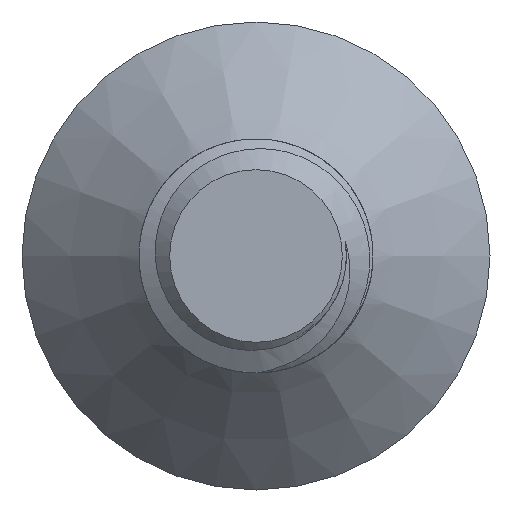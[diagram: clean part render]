
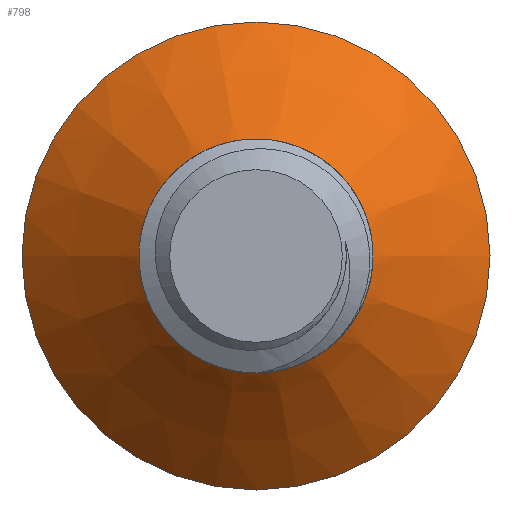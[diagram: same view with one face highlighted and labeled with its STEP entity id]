
A CAD part, left-side view. The second image highlights one B-rep face of the part: STEP entity #798.
In plain terms, the highlighted conical face has half-angle 45 degrees and reference radius 2 mm.
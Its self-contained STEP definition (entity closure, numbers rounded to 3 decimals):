
#38=CONICAL_SURFACE('',#864,2.,0.785);
#72=FACE_OUTER_BOUND('',#120,.T.);
#120=EDGE_LOOP('',(#604,#605,#606,#607,#608,#609,#610,#611));
#142=CIRCLE('',#835,2.);
#145=CIRCLE('',#865,4.);
#146=CIRCLE('',#866,1.545);
#207=B_SPLINE_CURVE_WITH_KNOTS('',3,(#2991,#2992,#2993,#2994,#2995,#2996,
#2997,#2998,#2999,#3000,#3001,#3002,#3003,#3004,#3005,#3006,#3007,#3008,
#3009,#3010,#3011,#3012,#3013,#3014,#3015,#3016,#3017,#3018,#3019,#3020),
 .UNSPECIFIED.,.F.,.F.,(4,2,2,2,2,2,2,2,2,2,2,2,2,2,4),(0.268,
0.285,0.348,0.408,0.485,
0.579,0.677,0.725,0.822,
0.924,1.039,1.167,1.299,1.377,
1.45),.UNSPECIFIED.);
#208=B_SPLINE_CURVE_WITH_KNOTS('',3,(#3022,#3023,#3024,#3025,#3026,#3027,
#3028,#3029,#3030,#3031,#3032,#3033,#3034,#3035),.UNSPECIFIED.,.F.,.F.,
(4,2,2,2,2,2,4),(0.,0.035,0.064,0.116,
0.19,0.294,0.388),.UNSPECIFIED.);
#209=B_SPLINE_CURVE_WITH_KNOTS('',3,(#3038,#3039,#3040,#3041,#3042,#3043,
#3044,#3045,#3046,#3047,#3048,#3049,#3050,#3051),.UNSPECIFIED.,.F.,.F.,
(4,2,2,2,2,2,4),(0.,0.032,0.064,
0.12,0.178,0.228,0.268),
 .UNSPECIFIED.);
#243=LINE('',#2990,#284);
#284=VECTOR('',#988,2.);
#301=VERTEX_POINT('',#1065);
#302=VERTEX_POINT('',#1080);
#357=VERTEX_POINT('',#2987);
#358=VERTEX_POINT('',#2989);
#359=VERTEX_POINT('',#3021);
#360=VERTEX_POINT('',#3036);
#378=EDGE_CURVE('',#302,#301,#142,.T.);
#458=EDGE_CURVE('',#357,#357,#145,.T.);
#459=EDGE_CURVE('',#357,#358,#243,.T.);
#460=EDGE_CURVE('',#358,#302,#207,.T.);
#461=EDGE_CURVE('',#301,#359,#208,.T.);
#462=EDGE_CURVE('',#359,#360,#146,.T.);
#463=EDGE_CURVE('',#360,#358,#209,.T.);
#604=ORIENTED_EDGE('',*,*,#458,.F.);
#605=ORIENTED_EDGE('',*,*,#459,.T.);
#606=ORIENTED_EDGE('',*,*,#460,.T.);
#607=ORIENTED_EDGE('',*,*,#378,.T.);
#608=ORIENTED_EDGE('',*,*,#461,.T.);
#609=ORIENTED_EDGE('',*,*,#462,.T.);
#610=ORIENTED_EDGE('',*,*,#463,.T.);
#611=ORIENTED_EDGE('',*,*,#459,.F.);
#798=ADVANCED_FACE('',(#72),#38,.T.);
#835=AXIS2_PLACEMENT_3D('',#1081,#901,#902);
#864=AXIS2_PLACEMENT_3D('',#2986,#984,#985);
#865=AXIS2_PLACEMENT_3D('',#2988,#986,#987);
#866=AXIS2_PLACEMENT_3D('',#3037,#989,#990);
#901=DIRECTION('center_axis',(0.,0.,1.));
#902=DIRECTION('ref_axis',(0.,-1.,0.));
#984=DIRECTION('center_axis',(0.,0.,1.));
#985=DIRECTION('ref_axis',(0.,-1.,0.));
#986=DIRECTION('center_axis',(0.,0.,1.));
#987=DIRECTION('ref_axis',(0.,-1.,0.));
#988=DIRECTION('',(0.,-0.707,-0.707));
#989=DIRECTION('center_axis',(0.,0.,1.));
#990=DIRECTION('ref_axis',(1.,0.,0.));
#1065=CARTESIAN_POINT('',(1.553,1.261,-2.3));
#1080=CARTESIAN_POINT('',(1.988,-0.214,-2.3));
#1081=CARTESIAN_POINT('Origin',(0.,0.,-2.3));
#2986=CARTESIAN_POINT('Origin',(0.,0.,-2.3));
#2987=CARTESIAN_POINT('',(0.,4.,-0.3));
#2988=CARTESIAN_POINT('Origin',(0.,0.,-0.3));
#2989=CARTESIAN_POINT('',(0.,1.675,-2.625));
#2990=CARTESIAN_POINT('',(0.,2.,-2.3));
#2991=CARTESIAN_POINT('Ctrl Pts',(0.,1.675,
-2.625));
#2992=CARTESIAN_POINT('Ctrl Pts',(-0.06,1.677,
-2.623));
#2993=CARTESIAN_POINT('Ctrl Pts',(-0.12,1.676,-2.62));
#2994=CARTESIAN_POINT('Ctrl Pts',(-0.405,1.658,-2.609));
#2995=CARTESIAN_POINT('Ctrl Pts',(-0.627,1.598,-2.599));
#2996=CARTESIAN_POINT('Ctrl Pts',(-1.02,1.401,-2.58));
#2997=CARTESIAN_POINT('Ctrl Pts',(-1.191,1.272,-2.571));
#2998=CARTESIAN_POINT('Ctrl Pts',(-1.517,0.911,-2.552));
#2999=CARTESIAN_POINT('Ctrl Pts',(-1.624,0.696,-2.543));
#3000=CARTESIAN_POINT('Ctrl Pts',(-1.761,0.307,-2.527));
#3001=CARTESIAN_POINT('Ctrl Pts',(-1.795,0.081,
-2.517));
#3002=CARTESIAN_POINT('Ctrl Pts',(-1.777,-0.381,
-2.498));
#3003=CARTESIAN_POINT('Ctrl Pts',(-1.721,-0.613,
-2.489));
#3004=CARTESIAN_POINT('Ctrl Pts',(-1.572,-0.932,
-2.476));
#3005=CARTESIAN_POINT('Ctrl Pts',(-1.513,-1.033,-2.472));
#3006=CARTESIAN_POINT('Ctrl Pts',(-1.309,-1.315,-2.459));
#3007=CARTESIAN_POINT('Ctrl Pts',(-1.14,-1.476,-2.45));
#3008=CARTESIAN_POINT('Ctrl Pts',(-0.738,-1.735,
-2.431));
#3009=CARTESIAN_POINT('Ctrl Pts',(-0.507,-1.826,
-2.421));
#3010=CARTESIAN_POINT('Ctrl Pts',(0.005,-1.917,
-2.402));
#3011=CARTESIAN_POINT('Ctrl Pts',(0.258,-1.901,-2.394));
#3012=CARTESIAN_POINT('Ctrl Pts',(0.714,-1.803,-2.377));
#3013=CARTESIAN_POINT('Ctrl Pts',(0.943,-1.705,-2.367));
#3014=CARTESIAN_POINT('Ctrl Pts',(1.358,-1.424,-2.348));
#3015=CARTESIAN_POINT('Ctrl Pts',(1.54,-1.241,-2.339));
#3016=CARTESIAN_POINT('Ctrl Pts',(1.762,-0.902,-2.326));
#3017=CARTESIAN_POINT('Ctrl Pts',(1.831,-0.767,-2.321));
#3018=CARTESIAN_POINT('Ctrl Pts',(1.933,-0.492,-2.31));
#3019=CARTESIAN_POINT('Ctrl Pts',(1.968,-0.354,-2.305));
#3020=CARTESIAN_POINT('Ctrl Pts',(1.988,-0.214,-2.3));
#3021=CARTESIAN_POINT('',(0.767,-1.342,-2.755));
#3022=CARTESIAN_POINT('Ctrl Pts',(1.553,1.261,-2.3));
#3023=CARTESIAN_POINT('Ctrl Pts',(1.614,1.161,-2.315));
#3024=CARTESIAN_POINT('Ctrl Pts',(1.684,1.029,-2.333));
#3025=CARTESIAN_POINT('Ctrl Pts',(1.784,0.746,-2.371));
#3026=CARTESIAN_POINT('Ctrl Pts',(1.815,0.615,-2.388));
#3027=CARTESIAN_POINT('Ctrl Pts',(1.859,0.242,-2.441));
#3028=CARTESIAN_POINT('Ctrl Pts',(1.839,-0.001,
-2.477));
#3029=CARTESIAN_POINT('Ctrl Pts',(1.674,-0.567,-2.566));
#3030=CARTESIAN_POINT('Ctrl Pts',(1.509,-0.781,-2.604));
#3031=CARTESIAN_POINT('Ctrl Pts',(1.35,-0.977,-2.64));
#3032=CARTESIAN_POINT('Ctrl Pts',(1.241,-1.078,-2.663));
#3033=CARTESIAN_POINT('Ctrl Pts',(1.01,-1.236,-2.709));
#3034=CARTESIAN_POINT('Ctrl Pts',(0.892,-1.297,-2.731));
#3035=CARTESIAN_POINT('Ctrl Pts',(0.767,-1.342,-2.755));
#3036=CARTESIAN_POINT('',(1.495,-0.393,-2.755));
#3037=CARTESIAN_POINT('Origin',(0.,0.,-2.755));
#3038=CARTESIAN_POINT('Ctrl Pts',(1.495,-0.393,-2.755));
#3039=CARTESIAN_POINT('Ctrl Pts',(1.526,-0.291,-2.75));
#3040=CARTESIAN_POINT('Ctrl Pts',(1.548,-0.187,-2.745));
#3041=CARTESIAN_POINT('Ctrl Pts',(1.569,0.025,-2.735));
#3042=CARTESIAN_POINT('Ctrl Pts',(1.568,0.131,-2.73));
#3043=CARTESIAN_POINT('Ctrl Pts',(1.538,0.424,-2.716));
#3044=CARTESIAN_POINT('Ctrl Pts',(1.484,0.606,-2.708));
#3045=CARTESIAN_POINT('Ctrl Pts',(1.314,0.945,-2.692));
#3046=CARTESIAN_POINT('Ctrl Pts',(1.188,1.123,-2.683));
#3047=CARTESIAN_POINT('Ctrl Pts',(0.849,1.415,-2.663));
#3048=CARTESIAN_POINT('Ctrl Pts',(0.668,1.519,-2.654));
#3049=CARTESIAN_POINT('Ctrl Pts',(0.311,1.642,-2.637));
#3050=CARTESIAN_POINT('Ctrl Pts',(0.152,1.669,-2.631));
#3051=CARTESIAN_POINT('Ctrl Pts',(0.,1.675,
-2.625));
